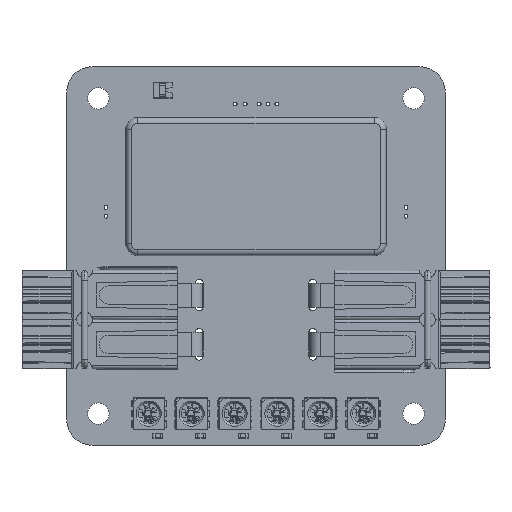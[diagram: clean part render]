
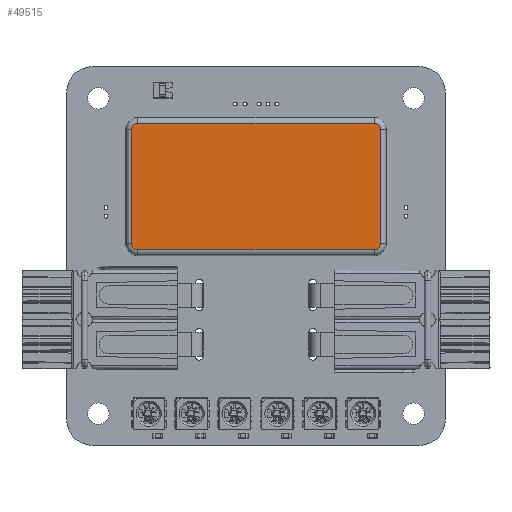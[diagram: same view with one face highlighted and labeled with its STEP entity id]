
A CAD part, top view. The second image highlights one B-rep face of the part: STEP entity #49515.
In plain terms, the highlighted face is planar.
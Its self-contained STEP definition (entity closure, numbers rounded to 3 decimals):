
#49515 = ADVANCED_FACE('',(#49516),#49586,.F.);
#49516 = FACE_BOUND('',#49517,.T.);
#49517 = EDGE_LOOP('',(#49518,#49529,#49537,#49546,#49554,#49563,#49571,
    #49580));
#49518 = ORIENTED_EDGE('',*,*,#49519,.T.);
#49519 = EDGE_CURVE('',#49520,#49522,#49524,.T.);
#49520 = VERTEX_POINT('',#49521);
#49521 = CARTESIAN_POINT('',(10.05,0.2,-18.75));
#49522 = VERTEX_POINT('',#49523);
#49523 = CARTESIAN_POINT('',(9.05,0.2,-19.75));
#49524 = CIRCLE('',#49525,1.);
#49525 = AXIS2_PLACEMENT_3D('',#49526,#49527,#49528);
#49526 = CARTESIAN_POINT('',(9.05,0.2,-18.75
    ));
#49527 = DIRECTION('',(-0.,1.,0.));
#49528 = DIRECTION('',(1.,0.,0.));
#49529 = ORIENTED_EDGE('',*,*,#49530,.T.);
#49530 = EDGE_CURVE('',#49522,#49531,#49533,.T.);
#49531 = VERTEX_POINT('',#49532);
#49532 = CARTESIAN_POINT('',(-9.05,0.2,-19.75));
#49533 = LINE('',#49534,#49535);
#49534 = CARTESIAN_POINT('',(9.05,0.2,-19.75
    ));
#49535 = VECTOR('',#49536,1.);
#49536 = DIRECTION('',(-1.,0.,0.));
#49537 = ORIENTED_EDGE('',*,*,#49538,.F.);
#49538 = EDGE_CURVE('',#49539,#49531,#49541,.T.);
#49539 = VERTEX_POINT('',#49540);
#49540 = CARTESIAN_POINT('',(-10.05,0.2,-18.75));
#49541 = CIRCLE('',#49542,1.);
#49542 = AXIS2_PLACEMENT_3D('',#49543,#49544,#49545);
#49543 = CARTESIAN_POINT('',(-9.05,0.2,
    -18.75));
#49544 = DIRECTION('',(0.,-1.,0.));
#49545 = DIRECTION('',(-1.,0.,0.));
#49546 = ORIENTED_EDGE('',*,*,#49547,.F.);
#49547 = EDGE_CURVE('',#49548,#49539,#49550,.T.);
#49548 = VERTEX_POINT('',#49549);
#49549 = CARTESIAN_POINT('',(-10.05,0.2,18.75));
#49550 = LINE('',#49551,#49552);
#49551 = CARTESIAN_POINT('',(-10.05,0.2,0.));
#49552 = VECTOR('',#49553,1.);
#49553 = DIRECTION('',(0.,0.,-1.));
#49554 = ORIENTED_EDGE('',*,*,#49555,.T.);
#49555 = EDGE_CURVE('',#49548,#49556,#49558,.T.);
#49556 = VERTEX_POINT('',#49557);
#49557 = CARTESIAN_POINT('',(-9.05,0.2,19.75));
#49558 = CIRCLE('',#49559,1.);
#49559 = AXIS2_PLACEMENT_3D('',#49560,#49561,#49562);
#49560 = CARTESIAN_POINT('',(-9.05,0.2,18.75
    ));
#49561 = DIRECTION('',(0.,1.,0.));
#49562 = DIRECTION('',(-1.,0.,0.));
#49563 = ORIENTED_EDGE('',*,*,#49564,.F.);
#49564 = EDGE_CURVE('',#49565,#49556,#49567,.T.);
#49565 = VERTEX_POINT('',#49566);
#49566 = CARTESIAN_POINT('',(9.05,0.2,19.75));
#49567 = LINE('',#49568,#49569);
#49568 = CARTESIAN_POINT('',(9.05,0.2,19.75)
  );
#49569 = VECTOR('',#49570,1.);
#49570 = DIRECTION('',(-1.,0.,0.));
#49571 = ORIENTED_EDGE('',*,*,#49572,.F.);
#49572 = EDGE_CURVE('',#49573,#49565,#49575,.T.);
#49573 = VERTEX_POINT('',#49574);
#49574 = CARTESIAN_POINT('',(10.05,0.2,18.75));
#49575 = CIRCLE('',#49576,1.);
#49576 = AXIS2_PLACEMENT_3D('',#49577,#49578,#49579);
#49577 = CARTESIAN_POINT('',(9.05,0.2,18.75)
  );
#49578 = DIRECTION('',(0.,-1.,0.));
#49579 = DIRECTION('',(1.,0.,0.));
#49580 = ORIENTED_EDGE('',*,*,#49581,.T.);
#49581 = EDGE_CURVE('',#49573,#49520,#49582,.T.);
#49582 = LINE('',#49583,#49584);
#49583 = CARTESIAN_POINT('',(10.05,0.2,0.));
#49584 = VECTOR('',#49585,1.);
#49585 = DIRECTION('',(0.,0.,-1.));
#49586 = PLANE('',#49587);
#49587 = AXIS2_PLACEMENT_3D('',#49588,#49589,#49590);
#49588 = CARTESIAN_POINT('',(9.05,0.2,-18.75));
#49589 = DIRECTION('',(0.,-1.,0.));
#49590 = DIRECTION('',(0.,0.,-1.));
